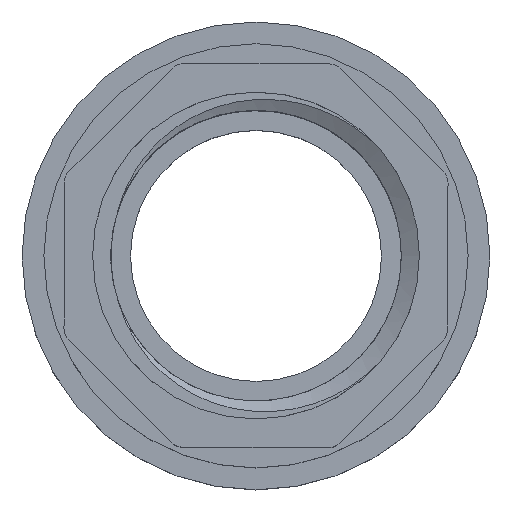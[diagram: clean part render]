
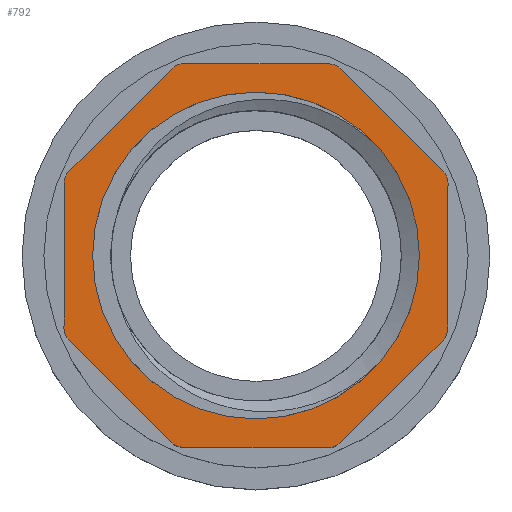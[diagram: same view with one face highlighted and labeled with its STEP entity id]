
A CAD part, top view. The second image highlights one B-rep face of the part: STEP entity #792.
In plain terms, the highlighted planar face has unit normal (0, 0, 1).
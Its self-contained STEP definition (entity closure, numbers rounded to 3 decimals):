
#19=FACE_BOUND('',#104,.T.);
#24=PLANE('',#860);
#56=FACE_OUTER_BOUND('',#103,.T.);
#103=EDGE_LOOP('',(#586,#587,#588,#589,#590,#591,#592,#593,#594,#595,#596,
#597,#598,#599,#600,#601));
#104=EDGE_LOOP('',(#602));
#132=CIRCLE('',#840,10.478);
#140=CIRCLE('',#861,1.);
#141=CIRCLE('',#862,1.);
#142=CIRCLE('',#863,1.);
#143=CIRCLE('',#864,1.);
#144=CIRCLE('',#865,1.);
#145=CIRCLE('',#866,1.);
#146=CIRCLE('',#867,1.);
#147=CIRCLE('',#868,1.);
#218=LINE('',#3762,#270);
#219=LINE('',#3766,#271);
#220=LINE('',#3770,#272);
#221=LINE('',#3774,#273);
#222=LINE('',#3778,#274);
#223=LINE('',#3782,#275);
#224=LINE('',#3786,#276);
#225=LINE('',#3790,#277);
#270=VECTOR('',#982,1.);
#271=VECTOR('',#985,1.);
#272=VECTOR('',#988,1.);
#273=VECTOR('',#991,1.);
#274=VECTOR('',#994,1.);
#275=VECTOR('',#997,1.);
#276=VECTOR('',#1000,1.);
#277=VECTOR('',#1003,1.);
#319=VERTEX_POINT('',#2154);
#349=VERTEX_POINT('',#3760);
#350=VERTEX_POINT('',#3761);
#351=VERTEX_POINT('',#3763);
#352=VERTEX_POINT('',#3765);
#353=VERTEX_POINT('',#3767);
#354=VERTEX_POINT('',#3769);
#355=VERTEX_POINT('',#3771);
#356=VERTEX_POINT('',#3773);
#357=VERTEX_POINT('',#3775);
#358=VERTEX_POINT('',#3777);
#359=VERTEX_POINT('',#3779);
#360=VERTEX_POINT('',#3781);
#361=VERTEX_POINT('',#3783);
#362=VERTEX_POINT('',#3785);
#363=VERTEX_POINT('',#3787);
#364=VERTEX_POINT('',#3789);
#405=EDGE_CURVE('',#319,#319,#132,.T.);
#446=EDGE_CURVE('',#349,#350,#218,.T.);
#447=EDGE_CURVE('',#350,#351,#140,.T.);
#448=EDGE_CURVE('',#351,#352,#219,.T.);
#449=EDGE_CURVE('',#352,#353,#141,.T.);
#450=EDGE_CURVE('',#353,#354,#220,.T.);
#451=EDGE_CURVE('',#354,#355,#142,.T.);
#452=EDGE_CURVE('',#355,#356,#221,.T.);
#453=EDGE_CURVE('',#356,#357,#143,.T.);
#454=EDGE_CURVE('',#357,#358,#222,.T.);
#455=EDGE_CURVE('',#358,#359,#144,.T.);
#456=EDGE_CURVE('',#359,#360,#223,.T.);
#457=EDGE_CURVE('',#360,#361,#145,.T.);
#458=EDGE_CURVE('',#361,#362,#224,.T.);
#459=EDGE_CURVE('',#362,#363,#146,.T.);
#460=EDGE_CURVE('',#363,#364,#225,.T.);
#461=EDGE_CURVE('',#364,#349,#147,.T.);
#586=ORIENTED_EDGE('',*,*,#446,.T.);
#587=ORIENTED_EDGE('',*,*,#447,.T.);
#588=ORIENTED_EDGE('',*,*,#448,.T.);
#589=ORIENTED_EDGE('',*,*,#449,.T.);
#590=ORIENTED_EDGE('',*,*,#450,.T.);
#591=ORIENTED_EDGE('',*,*,#451,.T.);
#592=ORIENTED_EDGE('',*,*,#452,.T.);
#593=ORIENTED_EDGE('',*,*,#453,.T.);
#594=ORIENTED_EDGE('',*,*,#454,.T.);
#595=ORIENTED_EDGE('',*,*,#455,.T.);
#596=ORIENTED_EDGE('',*,*,#456,.T.);
#597=ORIENTED_EDGE('',*,*,#457,.T.);
#598=ORIENTED_EDGE('',*,*,#458,.T.);
#599=ORIENTED_EDGE('',*,*,#459,.T.);
#600=ORIENTED_EDGE('',*,*,#460,.T.);
#601=ORIENTED_EDGE('',*,*,#461,.T.);
#602=ORIENTED_EDGE('',*,*,#405,.T.);
#792=ADVANCED_FACE('',(#56,#19),#24,.T.);
#840=AXIS2_PLACEMENT_3D('',#2155,#928,#929);
#860=AXIS2_PLACEMENT_3D('',#3759,#980,#981);
#861=AXIS2_PLACEMENT_3D('',#3764,#983,#984);
#862=AXIS2_PLACEMENT_3D('',#3768,#986,#987);
#863=AXIS2_PLACEMENT_3D('',#3772,#989,#990);
#864=AXIS2_PLACEMENT_3D('',#3776,#992,#993);
#865=AXIS2_PLACEMENT_3D('',#3780,#995,#996);
#866=AXIS2_PLACEMENT_3D('',#3784,#998,#999);
#867=AXIS2_PLACEMENT_3D('',#3788,#1001,#1002);
#868=AXIS2_PLACEMENT_3D('',#3791,#1004,#1005);
#928=DIRECTION('center_axis',(0.,0.,-1.));
#929=DIRECTION('ref_axis',(-1.,0.,0.));
#980=DIRECTION('center_axis',(0.,0.,1.));
#981=DIRECTION('ref_axis',(0.,-1.,0.));
#982=DIRECTION('',(0.003,1.,0.));
#983=DIRECTION('center_axis',(0.,0.,1.));
#984=DIRECTION('ref_axis',(0.,-1.,0.));
#985=DIRECTION('',(-0.705,0.709,0.));
#986=DIRECTION('center_axis',(0.,0.,1.));
#987=DIRECTION('ref_axis',(0.,-1.,0.));
#988=DIRECTION('',(-1.,0.003,0.));
#989=DIRECTION('center_axis',(0.,0.,1.));
#990=DIRECTION('ref_axis',(0.,-1.,0.));
#991=DIRECTION('',(-0.709,-0.705,0.));
#992=DIRECTION('center_axis',(0.,0.,1.));
#993=DIRECTION('ref_axis',(0.,-1.,0.));
#994=DIRECTION('',(-0.003,-1.,0.));
#995=DIRECTION('center_axis',(0.,0.,1.));
#996=DIRECTION('ref_axis',(0.,-1.,0.));
#997=DIRECTION('',(0.705,-0.709,0.));
#998=DIRECTION('center_axis',(0.,0.,1.));
#999=DIRECTION('ref_axis',(0.,-1.,0.));
#1000=DIRECTION('',(1.,-0.003,0.));
#1001=DIRECTION('center_axis',(0.,0.,1.));
#1002=DIRECTION('ref_axis',(0.,-1.,0.));
#1003=DIRECTION('',(0.709,0.705,0.));
#1004=DIRECTION('center_axis',(0.,0.,1.));
#1005=DIRECTION('ref_axis',(0.,-1.,0.));
#2154=CARTESIAN_POINT('',(10.478,0.,19.1));
#2155=CARTESIAN_POINT('Origin',(0.,0.,19.1));
#3759=CARTESIAN_POINT('Origin',(0.,10.478,19.1));
#3760=CARTESIAN_POINT('',(12.288,-4.712,19.1));
#3761=CARTESIAN_POINT('',(12.312,4.65,19.1));
#3762=CARTESIAN_POINT('',(12.287,-5.126,19.1));
#3763=CARTESIAN_POINT('',(12.021,5.358,19.1));
#3764=CARTESIAN_POINT('Origin',(11.312,4.652,19.1));
#3765=CARTESIAN_POINT('',(5.418,11.994,19.1));
#3766=CARTESIAN_POINT('',(12.313,5.064,19.1));
#3767=CARTESIAN_POINT('',(4.712,12.288,19.1));
#3768=CARTESIAN_POINT('Origin',(4.709,11.288,19.1));
#3769=CARTESIAN_POINT('',(-4.65,12.312,19.1));
#3770=CARTESIAN_POINT('',(5.126,12.287,19.1));
#3771=CARTESIAN_POINT('',(-5.358,12.021,19.1));
#3772=CARTESIAN_POINT('Origin',(-4.652,11.312,19.1));
#3773=CARTESIAN_POINT('',(-11.994,5.418,19.1));
#3774=CARTESIAN_POINT('',(-5.064,12.313,19.1));
#3775=CARTESIAN_POINT('',(-12.288,4.712,19.1));
#3776=CARTESIAN_POINT('Origin',(-11.288,4.709,19.1));
#3777=CARTESIAN_POINT('',(-12.312,-4.65,19.1));
#3778=CARTESIAN_POINT('',(-12.287,5.126,19.1));
#3779=CARTESIAN_POINT('',(-12.021,-5.358,19.1));
#3780=CARTESIAN_POINT('Origin',(-11.312,-4.652,19.1));
#3781=CARTESIAN_POINT('',(-5.418,-11.994,19.1));
#3782=CARTESIAN_POINT('',(-12.313,-5.064,19.1));
#3783=CARTESIAN_POINT('',(-4.712,-12.288,19.1));
#3784=CARTESIAN_POINT('Origin',(-4.709,-11.288,19.1));
#3785=CARTESIAN_POINT('',(4.65,-12.312,19.1));
#3786=CARTESIAN_POINT('',(-5.126,-12.287,19.1));
#3787=CARTESIAN_POINT('',(5.358,-12.021,19.1));
#3788=CARTESIAN_POINT('Origin',(4.652,-11.312,19.1));
#3789=CARTESIAN_POINT('',(11.994,-5.418,19.1));
#3790=CARTESIAN_POINT('',(5.064,-12.313,19.1));
#3791=CARTESIAN_POINT('Origin',(11.288,-4.709,19.1));
